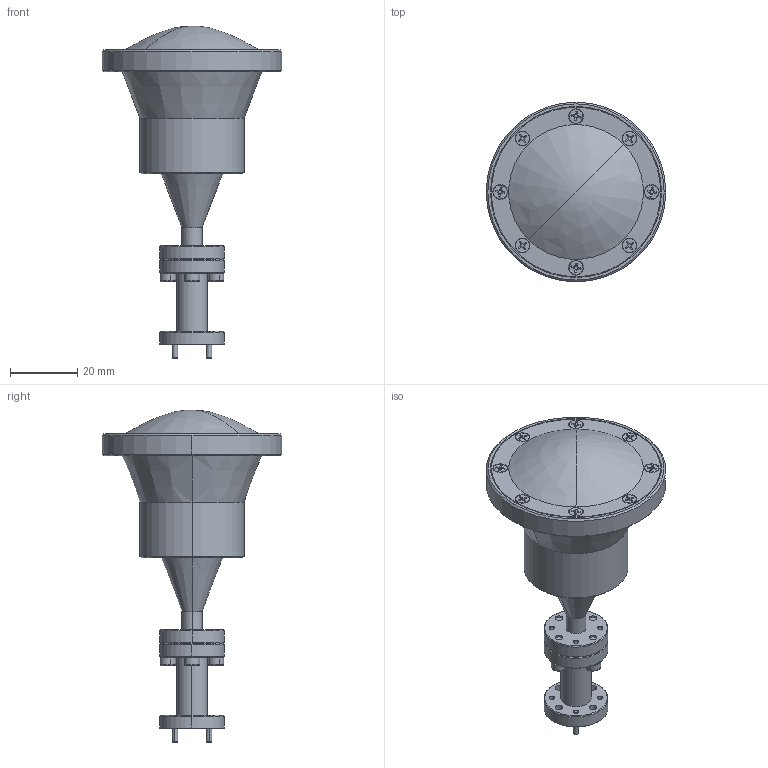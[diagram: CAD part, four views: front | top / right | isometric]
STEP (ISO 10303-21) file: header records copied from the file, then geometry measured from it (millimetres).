
FILE_DESCRIPTION (( 'STEP AP203' ), '1' );
FILE_NAME ('AQ-RF-1.6-C094-A.STEP', '2023-11-10T23:43:01', ( '' ), ( '' ), 'SwSTEP 2.0', 'SolidWorks 2021', '' );
FILE_SCHEMA (( 'CONFIG_CONTROL_DESIGN' ));
Length unit declared in the file: inch
Products named in the file (1): AQ-RF-1.6-C094-A
Bounding box: 53.34 x 53.34 x 98.58 mm (x, y, z)
Volume: 51606.3 mm3; surface area: 12958.8 mm2
Topology: 1 solids, 1 shells, 568 faces, 1386 edges, 875 vertices
Faces by surface type: plane 226, cone 166, cylinder 162, torus 8, bspline 6
Entity records: 17231 total; most frequent: CARTESIAN_POINT 3842, DIRECTION 2806, ORIENTED_EDGE 2736, EDGE_CURVE 1368, AXIS2_PLACEMENT_3D 1101, VERTEX_POINT 875, EDGE_LOOP 669, VECTOR 604
